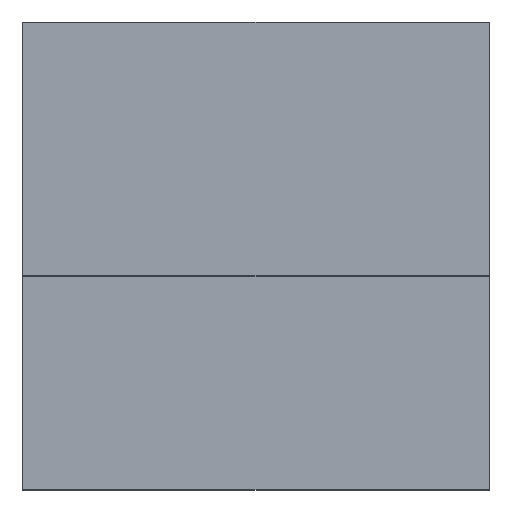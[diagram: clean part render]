
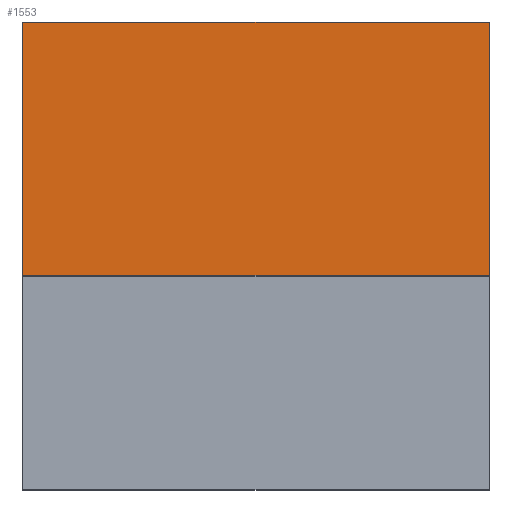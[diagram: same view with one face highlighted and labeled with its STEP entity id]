
A CAD part, top view. The second image highlights one B-rep face of the part: STEP entity #1553.
In plain terms, the highlighted planar face has unit normal (0, 0, 1).
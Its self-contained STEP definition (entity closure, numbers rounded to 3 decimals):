
#300=ORIENTED_EDGE('',*,*,#456,.F.);
#301=ORIENTED_EDGE('',*,*,#455,.T.);
#302=ORIENTED_EDGE('',*,*,#444,.T.);
#303=ORIENTED_EDGE('',*,*,#436,.T.);
#436=EDGE_CURVE('',#531,#529,#666,.T.);
#444=EDGE_CURVE('',#537,#531,#674,.T.);
#455=EDGE_CURVE('',#544,#537,#681,.T.);
#456=EDGE_CURVE('',#544,#529,#682,.T.);
#529=VERTEX_POINT('',#2163);
#531=VERTEX_POINT('',#2166);
#537=VERTEX_POINT('',#2182);
#544=VERTEX_POINT('',#2202);
#666=LINE('',#2165,#804);
#674=LINE('',#2181,#812);
#681=LINE('',#2204,#819);
#682=LINE('',#2206,#820);
#804=VECTOR('',#1867,1000.);
#812=VECTOR('',#1879,1000.);
#819=VECTOR('',#1902,1000.);
#820=VECTOR('',#1905,1000.);
#891=EDGE_LOOP('',(#300,#301,#302,#303));
#967=FACE_BOUND('',#891,.T.);
#1032=PLANE('',#1629);
#1553=ADVANCED_FACE('',(#967),#1032,.T.);
#1629=AXIS2_PLACEMENT_3D('',#2205,#1903,#1904);
#1867=DIRECTION('',(-1.,0.,0.));
#1879=DIRECTION('',(0.,1.,0.));
#1902=DIRECTION('',(1.,0.,0.));
#1903=DIRECTION('',(0.,0.,1.));
#1904=DIRECTION('',(1.,0.,0.));
#1905=DIRECTION('',(0.,1.,0.));
#2163=CARTESIAN_POINT('',(-0.3,3.5,14.));
#2165=CARTESIAN_POINT('',(3.5,3.5,14.));
#2166=CARTESIAN_POINT('',(3.5,3.5,14.));
#2181=CARTESIAN_POINT('',(3.5,-3.5,14.));
#2182=CARTESIAN_POINT('',(3.5,-3.5,14.));
#2202=CARTESIAN_POINT('',(-0.3,-3.5,14.));
#2204=CARTESIAN_POINT('',(-3.5,-3.5,14.));
#2205=CARTESIAN_POINT('',(-3.5,-3.5,14.));
#2206=CARTESIAN_POINT('',(-0.3,-3.5,14.));
